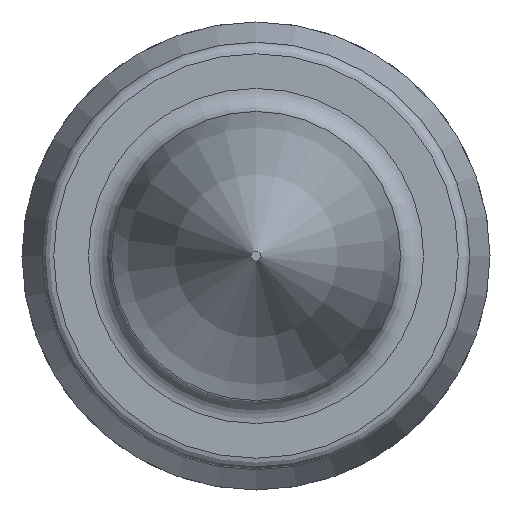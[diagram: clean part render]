
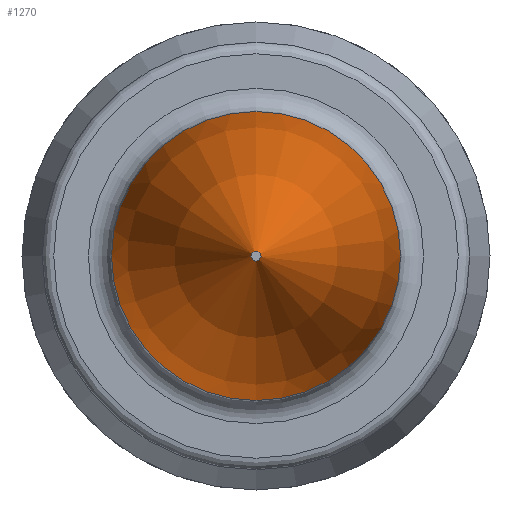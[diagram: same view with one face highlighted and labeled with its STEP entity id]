
A CAD part, left-side view. The second image highlights one B-rep face of the part: STEP entity #1270.
In plain terms, the highlighted toroidal (fillet/blend) face has major radius 1.968 mm and minor radius 2.286 mm.
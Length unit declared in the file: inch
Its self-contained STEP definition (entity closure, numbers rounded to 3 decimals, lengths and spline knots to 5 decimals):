
#180 = TOROIDAL_SURFACE ( 'NONE', #1927, -0.0775, 0.09 ) ;
#274 = FACE_OUTER_BOUND ( 'NONE', #883, .T. ) ;
#351 = CIRCLE ( 'NONE', #1476, 0.0125 ) ;
#376 = CARTESIAN_POINT ( 'NONE',  ( 0., 0.125, -0.00044 ) ) ;
#597 = AXIS2_PLACEMENT_3D ( 'NONE', #1629, #886, #1776 ) ;
#668 = CARTESIAN_POINT ( 'NONE',  ( 0., 0.08, -0.0125 ) ) ;
#846 = FACE_OUTER_BOUND ( 'NONE', #1896, .T. ) ;
#883 = EDGE_LOOP ( 'NONE', ( #1706 ) ) ;
#886 = DIRECTION ( 'NONE',  ( 0., -1., 0. ) ) ;
#1050 = ORIENTED_EDGE ( 'NONE', *, *, #1603, .F. ) ;
#1140 = VERTEX_POINT ( 'NONE', #668 ) ;
#1161 = VERTEX_POINT ( 'NONE', #376 ) ;
#1252 = CIRCLE ( 'NONE', #597, 0.00044 ) ;
#1270 = ADVANCED_FACE ( 'NONE', ( #846, #274 ), #180, .T. ) ;
#1328 = DIRECTION ( 'NONE',  ( 0., -1., 0. ) ) ;
#1344 = DIRECTION ( 'NONE',  ( 0., 0., -1. ) ) ;
#1432 = EDGE_CURVE ( 'NONE', #1161, #1161, #1252, .T. ) ;
#1476 = AXIS2_PLACEMENT_3D ( 'NONE', #1784, #1492, #1344 ) ;
#1492 = DIRECTION ( 'NONE',  ( 0., -1., 0. ) ) ;
#1603 = EDGE_CURVE ( 'NONE', #1140, #1140, #351, .T. ) ;
#1629 = CARTESIAN_POINT ( 'NONE',  ( 0., 0.125, 0. ) ) ;
#1706 = ORIENTED_EDGE ( 'NONE', *, *, #1432, .T. ) ;
#1776 = DIRECTION ( 'NONE',  ( 0., 0., -1. ) ) ;
#1784 = CARTESIAN_POINT ( 'NONE',  ( 0., 0.08, 0. ) ) ;
#1896 = EDGE_LOOP ( 'NONE', ( #1050 ) ) ;
#1927 = AXIS2_PLACEMENT_3D ( 'NONE', #1941, #1328, #1947 ) ;
#1941 = CARTESIAN_POINT ( 'NONE',  ( 0., 0.08, 0. ) ) ;
#1947 = DIRECTION ( 'NONE',  ( 0., 0., -1. ) ) ;
